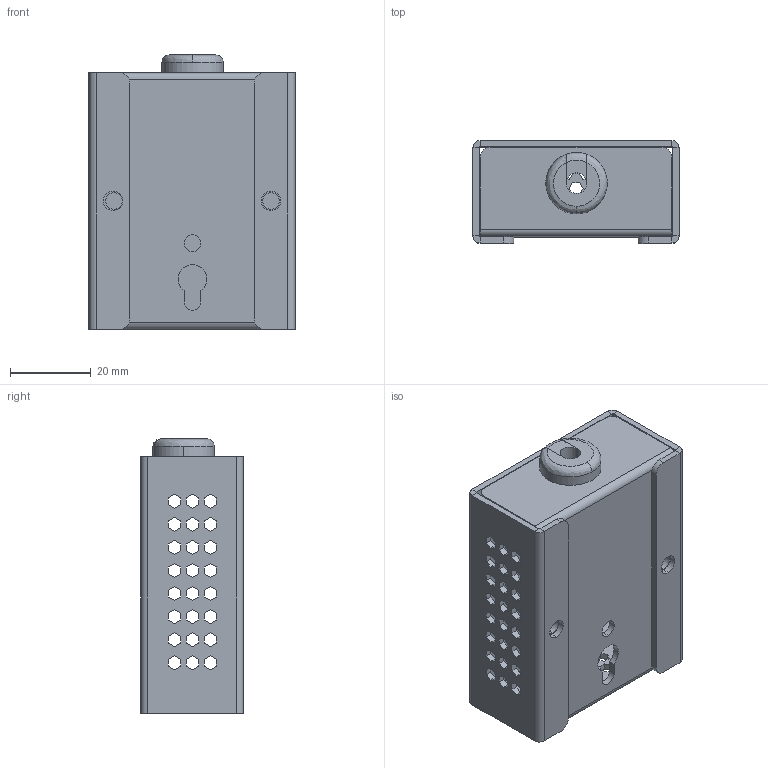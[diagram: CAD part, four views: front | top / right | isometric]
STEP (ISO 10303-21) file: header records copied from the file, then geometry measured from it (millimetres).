
FILE_DESCRIPTION (( 'STEP AP214' ), '1' );
FILE_NAME ('E-STHSB-N4085IND.STEP', '2020-11-20T21:00:30', ( '' ), ( '' ), 'SwSTEP 2.0', 'SolidWorks 2011', '' );
FILE_SCHEMA (( 'AUTOMOTIVE_DESIGN' ));
Length unit declared in the file: inch
Products named in the file (1): E-STHSB-N4085IND
Bounding box: 51.05 x 25.4 x 67.94 mm (x, y, z)
Surface area: 25594.7 mm2 (no closed solid volume)
Topology: 0 solids, 4 shells, 485 faces, 1423 edges, 941 vertices
Faces by surface type: plane 444, cylinder 38, bspline 3
Entity records: 22561 total; most frequent: CARTESIAN_POINT 3055, ORIENTED_EDGE 2800, DIRECTION 2461, EDGE_CURVE 1423, LINE 1327, VECTOR 1327, VERTEX_POINT 941, EDGE_LOOP 629
